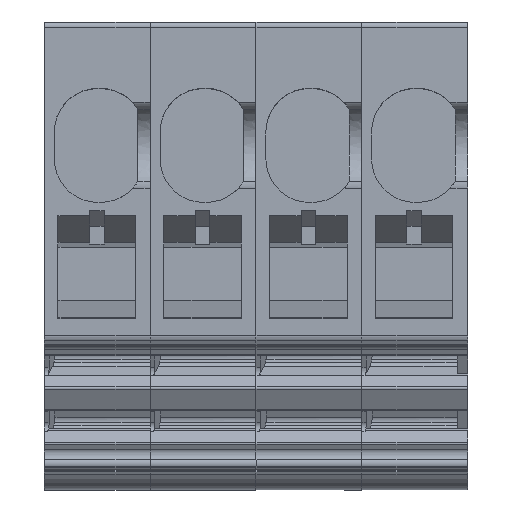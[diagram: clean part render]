
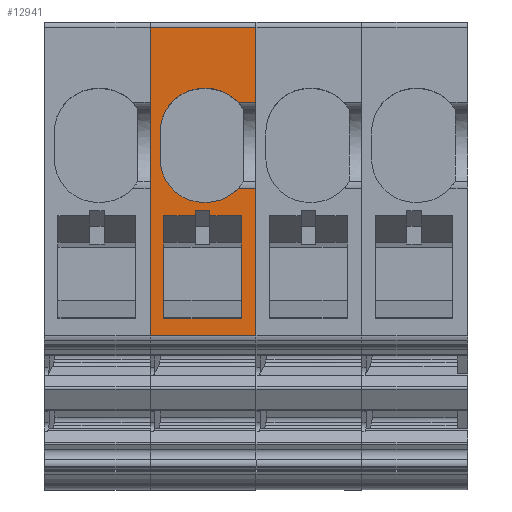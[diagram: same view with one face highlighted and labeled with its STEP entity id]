
A CAD part, top view. The second image highlights one B-rep face of the part: STEP entity #12941.
In plain terms, the highlighted planar face has unit normal (0, 0, 1).
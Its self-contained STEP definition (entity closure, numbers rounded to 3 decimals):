
#12768=AXIS2_PLACEMENT_3D('Plane Axis2P3D',#12765,#12766,#12767) ;
#12807=AXIS2_PLACEMENT_3D('Circle Axis2P3D',#12805,#12806,$) ;
#12821=AXIS2_PLACEMENT_3D('Circle Axis2P3D',#12819,#12820,$) ;
#12835=AXIS2_PLACEMENT_3D('Circle Axis2P3D',#12833,#12834,$) ;
#12849=AXIS2_PLACEMENT_3D('Circle Axis2P3D',#12847,#12848,$) ;
#12743=CARTESIAN_POINT('Vertex',(5.1,22.3,40.75)) ;
#12746=CARTESIAN_POINT('Line Origine',(7.65,22.3,40.75)) ;
#12750=CARTESIAN_POINT('Vertex',(10.2,22.3,40.75)) ;
#12765=CARTESIAN_POINT('Axis2P3D Location',(5.1,22.3,40.75)) ;
#12770=CARTESIAN_POINT('Line Origine',(10.2,20.487,40.75)) ;
#12774=CARTESIAN_POINT('Vertex',(10.2,18.675,40.75)) ;
#12777=CARTESIAN_POINT('Line Origine',(5.1,14.867,40.75)) ;
#12781=CARTESIAN_POINT('Vertex',(5.1,7.434,40.75)) ;
#12784=CARTESIAN_POINT('Line Origine',(7.65,7.434,40.75)) ;
#12788=CARTESIAN_POINT('Vertex',(10.2,7.434,40.75)) ;
#12791=CARTESIAN_POINT('Line Origine',(10.2,10.979,40.75)) ;
#12795=CARTESIAN_POINT('Vertex',(10.2,14.525,40.75)) ;
#12798=CARTESIAN_POINT('Line Origine',(9.771,14.525,40.75)) ;
#12802=CARTESIAN_POINT('Vertex',(9.343,14.525,40.75)) ;
#12805=CARTESIAN_POINT('Axis2P3D Location',(7.8,15.95,40.75)) ;
#12809=CARTESIAN_POINT('Vertex',(7.8,13.85,40.75)) ;
#12812=CARTESIAN_POINT('Line Origine',(7.737,13.85,40.75)) ;
#12816=CARTESIAN_POINT('Vertex',(7.675,13.85,40.75)) ;
#12819=CARTESIAN_POINT('Axis2P3D Location',(7.675,15.95,40.75)) ;
#12823=CARTESIAN_POINT('Vertex',(5.575,15.95,40.75)) ;
#12826=CARTESIAN_POINT('Line Origine',(5.575,16.6,40.75)) ;
#12830=CARTESIAN_POINT('Vertex',(5.575,17.25,40.75)) ;
#12833=CARTESIAN_POINT('Axis2P3D Location',(7.675,17.25,40.75)) ;
#12837=CARTESIAN_POINT('Vertex',(7.675,19.35,40.75)) ;
#12840=CARTESIAN_POINT('Line Origine',(7.737,19.35,40.75)) ;
#12844=CARTESIAN_POINT('Vertex',(7.8,19.35,40.75)) ;
#12847=CARTESIAN_POINT('Axis2P3D Location',(7.8,17.25,40.75)) ;
#12851=CARTESIAN_POINT('Vertex',(9.343,18.675,40.75)) ;
#12854=CARTESIAN_POINT('Line Origine',(9.771,18.675,40.75)) ;
#12875=CARTESIAN_POINT('Line Origine',(7.275,13.327,40.75)) ;
#12879=CARTESIAN_POINT('Vertex',(7.275,13.45,40.75)) ;
#12881=CARTESIAN_POINT('Vertex',(7.275,13.204,40.75)) ;
#12884=CARTESIAN_POINT('Line Origine',(7.625,13.45,40.75)) ;
#12888=CARTESIAN_POINT('Vertex',(7.975,13.45,40.75)) ;
#12891=CARTESIAN_POINT('Line Origine',(7.975,13.327,40.75)) ;
#12895=CARTESIAN_POINT('Vertex',(7.975,13.204,40.75)) ;
#12898=CARTESIAN_POINT('Line Origine',(8.737,13.204,40.75)) ;
#12902=CARTESIAN_POINT('Vertex',(9.5,13.204,40.75)) ;
#12905=CARTESIAN_POINT('Line Origine',(9.5,10.725,40.75)) ;
#12909=CARTESIAN_POINT('Vertex',(9.5,8.245,40.75)) ;
#12912=CARTESIAN_POINT('Line Origine',(7.625,8.245,40.75)) ;
#12916=CARTESIAN_POINT('Vertex',(5.75,8.245,40.75)) ;
#12919=CARTESIAN_POINT('Line Origine',(5.75,10.725,40.75)) ;
#12923=CARTESIAN_POINT('Vertex',(5.75,13.204,40.75)) ;
#12926=CARTESIAN_POINT('Line Origine',(6.512,13.204,40.75)) ;
#12747=DIRECTION('Vector Direction',(1.,0.,0.)) ;
#12766=DIRECTION('Axis2P3D Direction',(0.,0.,1.)) ;
#12767=DIRECTION('Axis2P3D XDirection',(0.,-1.,0.)) ;
#12771=DIRECTION('Vector Direction',(0.,-1.,0.)) ;
#12778=DIRECTION('Vector Direction',(0.,-1.,0.)) ;
#12785=DIRECTION('Vector Direction',(1.,0.,0.)) ;
#12792=DIRECTION('Vector Direction',(0.,-1.,0.)) ;
#12799=DIRECTION('Vector Direction',(1.,0.,0.)) ;
#12806=DIRECTION('Axis2P3D Direction',(0.,0.,1.)) ;
#12813=DIRECTION('Vector Direction',(1.,0.,0.)) ;
#12820=DIRECTION('Axis2P3D Direction',(0.,0.,1.)) ;
#12827=DIRECTION('Vector Direction',(0.,-1.,0.)) ;
#12834=DIRECTION('Axis2P3D Direction',(0.,0.,1.)) ;
#12841=DIRECTION('Vector Direction',(-1.,0.,0.)) ;
#12848=DIRECTION('Axis2P3D Direction',(0.,0.,1.)) ;
#12855=DIRECTION('Vector Direction',(-1.,0.,0.)) ;
#12876=DIRECTION('Vector Direction',(0.,-1.,0.)) ;
#12885=DIRECTION('Vector Direction',(1.,0.,0.)) ;
#12892=DIRECTION('Vector Direction',(0.,-1.,0.)) ;
#12899=DIRECTION('Vector Direction',(1.,0.,0.)) ;
#12906=DIRECTION('Vector Direction',(0.,-1.,0.)) ;
#12913=DIRECTION('Vector Direction',(1.,0.,0.)) ;
#12920=DIRECTION('Vector Direction',(0.,-1.,0.)) ;
#12927=DIRECTION('Vector Direction',(1.,0.,0.)) ;
#12748=VECTOR('Line Direction',#12747,1.) ;
#12772=VECTOR('Line Direction',#12771,1.) ;
#12779=VECTOR('Line Direction',#12778,1.) ;
#12786=VECTOR('Line Direction',#12785,1.) ;
#12793=VECTOR('Line Direction',#12792,1.) ;
#12800=VECTOR('Line Direction',#12799,1.) ;
#12814=VECTOR('Line Direction',#12813,1.) ;
#12828=VECTOR('Line Direction',#12827,1.) ;
#12842=VECTOR('Line Direction',#12841,1.) ;
#12856=VECTOR('Line Direction',#12855,1.) ;
#12877=VECTOR('Line Direction',#12876,1.) ;
#12886=VECTOR('Line Direction',#12885,1.) ;
#12893=VECTOR('Line Direction',#12892,1.) ;
#12900=VECTOR('Line Direction',#12899,1.) ;
#12907=VECTOR('Line Direction',#12906,1.) ;
#12914=VECTOR('Line Direction',#12913,1.) ;
#12921=VECTOR('Line Direction',#12920,1.) ;
#12928=VECTOR('Line Direction',#12927,1.) ;
#12860=ORIENTED_EDGE('',*,*,#12776,.F.) ;
#12861=ORIENTED_EDGE('',*,*,#12752,.F.) ;
#12862=ORIENTED_EDGE('',*,*,#12783,.T.) ;
#12863=ORIENTED_EDGE('',*,*,#12790,.T.) ;
#12864=ORIENTED_EDGE('',*,*,#12797,.F.) ;
#12865=ORIENTED_EDGE('',*,*,#12804,.F.) ;
#12866=ORIENTED_EDGE('',*,*,#12811,.F.) ;
#12867=ORIENTED_EDGE('',*,*,#12818,.F.) ;
#12868=ORIENTED_EDGE('',*,*,#12825,.F.) ;
#12869=ORIENTED_EDGE('',*,*,#12832,.F.) ;
#12870=ORIENTED_EDGE('',*,*,#12839,.F.) ;
#12871=ORIENTED_EDGE('',*,*,#12846,.F.) ;
#12872=ORIENTED_EDGE('',*,*,#12853,.F.) ;
#12873=ORIENTED_EDGE('',*,*,#12858,.F.) ;
#12932=ORIENTED_EDGE('',*,*,#12883,.F.) ;
#12933=ORIENTED_EDGE('',*,*,#12890,.T.) ;
#12934=ORIENTED_EDGE('',*,*,#12897,.T.) ;
#12935=ORIENTED_EDGE('',*,*,#12904,.T.) ;
#12936=ORIENTED_EDGE('',*,*,#12911,.T.) ;
#12937=ORIENTED_EDGE('',*,*,#12918,.F.) ;
#12938=ORIENTED_EDGE('',*,*,#12925,.F.) ;
#12939=ORIENTED_EDGE('',*,*,#12930,.T.) ;
#12940=FACE_BOUND('',#12931,.T.) ;
#12941=ADVANCED_FACE('BA ZP2.5/1AN/QV  (Startscheibe).1\\STGH ZP2.5/1AN/QV (Startscheibe WeiCos 2.5).1\\Ergebnis von  Ergebnis von  K\X2\00F6\X0\rper.20 Grundkoerper 1AN QV WeiCos 2.5mm\X2\00B2\X0\',(#12874,#12940),#12769,.T.) ;
#12808=CIRCLE('generated circle',#12807,2.1) ;
#12822=CIRCLE('generated circle',#12821,2.1) ;
#12836=CIRCLE('generated circle',#12835,2.1) ;
#12850=CIRCLE('generated circle',#12849,2.1) ;
#12752=EDGE_CURVE('',#12744,#12751,#12749,.T.) ;
#12776=EDGE_CURVE('',#12751,#12775,#12773,.T.) ;
#12783=EDGE_CURVE('',#12744,#12782,#12780,.T.) ;
#12790=EDGE_CURVE('',#12782,#12789,#12787,.T.) ;
#12797=EDGE_CURVE('',#12796,#12789,#12794,.T.) ;
#12804=EDGE_CURVE('',#12803,#12796,#12801,.T.) ;
#12811=EDGE_CURVE('',#12810,#12803,#12808,.T.) ;
#12818=EDGE_CURVE('',#12817,#12810,#12815,.T.) ;
#12825=EDGE_CURVE('',#12824,#12817,#12822,.T.) ;
#12832=EDGE_CURVE('',#12831,#12824,#12829,.T.) ;
#12839=EDGE_CURVE('',#12838,#12831,#12836,.T.) ;
#12846=EDGE_CURVE('',#12845,#12838,#12843,.T.) ;
#12853=EDGE_CURVE('',#12852,#12845,#12850,.T.) ;
#12858=EDGE_CURVE('',#12775,#12852,#12857,.T.) ;
#12883=EDGE_CURVE('',#12880,#12882,#12878,.T.) ;
#12890=EDGE_CURVE('',#12880,#12889,#12887,.T.) ;
#12897=EDGE_CURVE('',#12889,#12896,#12894,.T.) ;
#12904=EDGE_CURVE('',#12896,#12903,#12901,.T.) ;
#12911=EDGE_CURVE('',#12903,#12910,#12908,.T.) ;
#12918=EDGE_CURVE('',#12917,#12910,#12915,.T.) ;
#12925=EDGE_CURVE('',#12924,#12917,#12922,.T.) ;
#12930=EDGE_CURVE('',#12924,#12882,#12929,.T.) ;
#12859=EDGE_LOOP('',(#12860,#12861,#12862,#12863,#12864,#12865,#12866,#12867,#12868,#12869,#12870,#12871,#12872,#12873)) ;
#12931=EDGE_LOOP('',(#12932,#12933,#12934,#12935,#12936,#12937,#12938,#12939)) ;
#12874=FACE_OUTER_BOUND('',#12859,.T.) ;
#12749=LINE('Line',#12746,#12748) ;
#12773=LINE('Line',#12770,#12772) ;
#12780=LINE('Line',#12777,#12779) ;
#12787=LINE('Line',#12784,#12786) ;
#12794=LINE('Line',#12791,#12793) ;
#12801=LINE('Line',#12798,#12800) ;
#12815=LINE('Line',#12812,#12814) ;
#12829=LINE('Line',#12826,#12828) ;
#12843=LINE('Line',#12840,#12842) ;
#12857=LINE('Line',#12854,#12856) ;
#12878=LINE('Line',#12875,#12877) ;
#12887=LINE('Line',#12884,#12886) ;
#12894=LINE('Line',#12891,#12893) ;
#12901=LINE('Line',#12898,#12900) ;
#12908=LINE('Line',#12905,#12907) ;
#12915=LINE('Line',#12912,#12914) ;
#12922=LINE('Line',#12919,#12921) ;
#12929=LINE('Line',#12926,#12928) ;
#12769=PLANE('',#12768) ;
#12744=VERTEX_POINT('',#12743) ;
#12751=VERTEX_POINT('',#12750) ;
#12775=VERTEX_POINT('',#12774) ;
#12782=VERTEX_POINT('',#12781) ;
#12789=VERTEX_POINT('',#12788) ;
#12796=VERTEX_POINT('',#12795) ;
#12803=VERTEX_POINT('',#12802) ;
#12810=VERTEX_POINT('',#12809) ;
#12817=VERTEX_POINT('',#12816) ;
#12824=VERTEX_POINT('',#12823) ;
#12831=VERTEX_POINT('',#12830) ;
#12838=VERTEX_POINT('',#12837) ;
#12845=VERTEX_POINT('',#12844) ;
#12852=VERTEX_POINT('',#12851) ;
#12880=VERTEX_POINT('',#12879) ;
#12882=VERTEX_POINT('',#12881) ;
#12889=VERTEX_POINT('',#12888) ;
#12896=VERTEX_POINT('',#12895) ;
#12903=VERTEX_POINT('',#12902) ;
#12910=VERTEX_POINT('',#12909) ;
#12917=VERTEX_POINT('',#12916) ;
#12924=VERTEX_POINT('',#12923) ;
